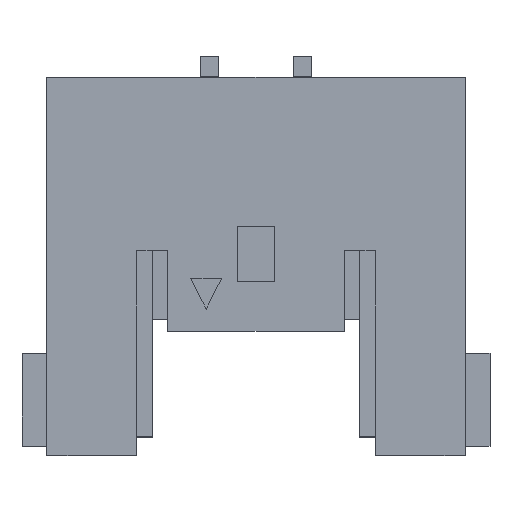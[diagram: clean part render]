
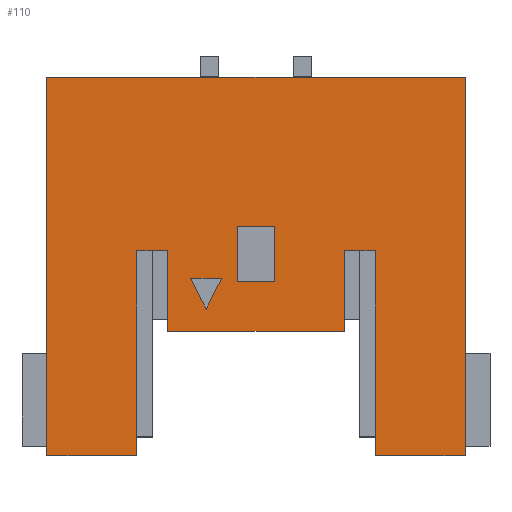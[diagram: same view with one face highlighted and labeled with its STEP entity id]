
A CAD part, top view. The second image highlights one B-rep face of the part: STEP entity #110.
In plain terms, the highlighted planar face has unit normal (0, 0, 1).
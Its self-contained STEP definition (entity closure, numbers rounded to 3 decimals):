
#78=FACE_BOUND('',#477,.T.);
#79=FACE_BOUND('',#478,.T.);
#80=FACE_BOUND('',#479,.T.);
#110=ADVANCED_FACE('',(#78,#79,#80),#238,.T.);
#238=PLANE('',#2585);
#477=EDGE_LOOP('',(#777,#778,#779));
#478=EDGE_LOOP('',(#780,#781,#782,#783));
#479=EDGE_LOOP('',(#784,#785,#786,#787,#788,#789,#790,#791,#792,#793,#794,
#795));
#777=ORIENTED_EDGE('',*,*,#1701,.F.);
#778=ORIENTED_EDGE('',*,*,#1702,.F.);
#779=ORIENTED_EDGE('',*,*,#1703,.F.);
#780=ORIENTED_EDGE('',*,*,#1667,.F.);
#781=ORIENTED_EDGE('',*,*,#1671,.F.);
#782=ORIENTED_EDGE('',*,*,#1676,.F.);
#783=ORIENTED_EDGE('',*,*,#1673,.F.);
#784=ORIENTED_EDGE('',*,*,#1704,.F.);
#785=ORIENTED_EDGE('',*,*,#1660,.F.);
#786=ORIENTED_EDGE('',*,*,#1657,.F.);
#787=ORIENTED_EDGE('',*,*,#1705,.F.);
#788=ORIENTED_EDGE('',*,*,#1653,.F.);
#789=ORIENTED_EDGE('',*,*,#1650,.F.);
#790=ORIENTED_EDGE('',*,*,#1706,.F.);
#791=ORIENTED_EDGE('',*,*,#1685,.F.);
#792=ORIENTED_EDGE('',*,*,#1700,.F.);
#793=ORIENTED_EDGE('',*,*,#1627,.T.);
#794=ORIENTED_EDGE('',*,*,#1691,.T.);
#795=ORIENTED_EDGE('',*,*,#1682,.F.);
#1385=VERTEX_POINT('',#3541);
#1386=VERTEX_POINT('',#3543);
#1405=VERTEX_POINT('',#3588);
#1406=VERTEX_POINT('',#3590);
#1408=VERTEX_POINT('',#3596);
#1411=VERTEX_POINT('',#3603);
#1412=VERTEX_POINT('',#3605);
#1414=VERTEX_POINT('',#3611);
#1419=VERTEX_POINT('',#3624);
#1420=VERTEX_POINT('',#3626);
#1422=VERTEX_POINT('',#3632);
#1424=VERTEX_POINT('',#3638);
#1425=VERTEX_POINT('',#3645);
#1428=VERTEX_POINT('',#3652);
#1429=VERTEX_POINT('',#3657);
#1430=VERTEX_POINT('',#3659);
#1438=VERTEX_POINT('',#3687);
#1439=VERTEX_POINT('',#3688);
#1440=VERTEX_POINT('',#3690);
#1627=EDGE_CURVE('',#1386,#1385,#1986,.T.);
#1650=EDGE_CURVE('',#1405,#1406,#2009,.T.);
#1653=EDGE_CURVE('',#1406,#1408,#2012,.T.);
#1657=EDGE_CURVE('',#1411,#1412,#2016,.T.);
#1660=EDGE_CURVE('',#1412,#1414,#2019,.T.);
#1667=EDGE_CURVE('',#1419,#1420,#2026,.T.);
#1671=EDGE_CURVE('',#1422,#1419,#2030,.T.);
#1673=EDGE_CURVE('',#1420,#1424,#2032,.T.);
#1676=EDGE_CURVE('',#1424,#1422,#2035,.T.);
#1682=EDGE_CURVE('',#1428,#1425,#2041,.T.);
#1685=EDGE_CURVE('',#1429,#1430,#2044,.T.);
#1691=EDGE_CURVE('',#1385,#1425,#2050,.T.);
#1700=EDGE_CURVE('',#1386,#1429,#2059,.T.);
#1701=EDGE_CURVE('',#1438,#1439,#2060,.T.);
#1702=EDGE_CURVE('',#1440,#1438,#2061,.T.);
#1703=EDGE_CURVE('',#1439,#1440,#2062,.T.);
#1704=EDGE_CURVE('',#1414,#1428,#2063,.T.);
#1705=EDGE_CURVE('',#1408,#1411,#2064,.T.);
#1706=EDGE_CURVE('',#1430,#1405,#2065,.T.);
#1986=LINE('',#3542,#2317);
#2009=LINE('',#3589,#2340);
#2012=LINE('',#3595,#2343);
#2016=LINE('',#3604,#2347);
#2019=LINE('',#3610,#2350);
#2026=LINE('',#3625,#2357);
#2030=LINE('',#3633,#2361);
#2032=LINE('',#3637,#2363);
#2035=LINE('',#3642,#2366);
#2041=LINE('',#3653,#2372);
#2044=LINE('',#3658,#2375);
#2050=LINE('',#3669,#2381);
#2059=LINE('',#3684,#2390);
#2060=LINE('',#3686,#2391);
#2061=LINE('',#3689,#2392);
#2062=LINE('',#3691,#2393);
#2063=LINE('',#3692,#2394);
#2064=LINE('',#3693,#2395);
#2065=LINE('',#3694,#2396);
#2317=VECTOR('',#2821,1.);
#2340=VECTOR('',#2852,1.);
#2343=VECTOR('',#2857,1.);
#2347=VECTOR('',#2863,1.);
#2350=VECTOR('',#2868,1.);
#2357=VECTOR('',#2879,1.);
#2361=VECTOR('',#2885,1.);
#2363=VECTOR('',#2889,1.);
#2366=VECTOR('',#2894,1.);
#2372=VECTOR('',#2902,1.);
#2375=VECTOR('',#2907,1.);
#2381=VECTOR('',#2915,1.);
#2390=VECTOR('',#2928,1.);
#2391=VECTOR('',#2931,1.);
#2392=VECTOR('',#2932,1.);
#2393=VECTOR('',#2933,1.);
#2394=VECTOR('',#2934,1.);
#2395=VECTOR('',#2935,1.);
#2396=VECTOR('',#2936,1.);
#2585=AXIS2_PLACEMENT_3D('',#3695,#2937,#2938);
#2821=DIRECTION('',(-1.,0.,0.));
#2852=DIRECTION('',(-1.,0.,0.));
#2857=DIRECTION('',(0.,-1.,0.));
#2863=DIRECTION('',(0.,1.,0.));
#2868=DIRECTION('',(-1.,0.,0.));
#2879=DIRECTION('',(1.,0.,0.));
#2885=DIRECTION('',(0.,-1.,0.));
#2889=DIRECTION('',(0.,1.,0.));
#2894=DIRECTION('',(-1.,0.,0.));
#2902=DIRECTION('',(-1.,0.,0.));
#2907=DIRECTION('',(-1.,0.,0.));
#2915=DIRECTION('',(0.,-1.,0.));
#2928=DIRECTION('',(0.,-1.,0.));
#2931=DIRECTION('',(0.447,-0.894,0.));
#2932=DIRECTION('',(-1.,0.,0.));
#2933=DIRECTION('',(0.447,0.894,0.));
#2934=DIRECTION('',(0.,-1.,0.));
#2935=DIRECTION('',(-1.,0.,0.));
#2936=DIRECTION('',(0.,1.,0.));
#2937=DIRECTION('',(0.,0.,1.));
#2938=DIRECTION('',(1.,0.,0.));
#3541=CARTESIAN_POINT('',(-4.125,8.15,2.));
#3542=CARTESIAN_POINT('',(2.625,8.15,2.));
#3543=CARTESIAN_POINT('',(2.625,8.15,2.));
#3588=CARTESIAN_POINT('',(1.175,5.35,2.));
#3589=CARTESIAN_POINT('',(1.175,5.35,2.));
#3590=CARTESIAN_POINT('',(0.675,5.35,2.));
#3595=CARTESIAN_POINT('',(0.675,5.35,2.));
#3596=CARTESIAN_POINT('',(0.675,4.05,2.));
#3603=CARTESIAN_POINT('',(-2.175,4.05,2.));
#3604=CARTESIAN_POINT('',(-2.175,4.05,2.));
#3605=CARTESIAN_POINT('',(-2.175,5.35,2.));
#3610=CARTESIAN_POINT('',(-2.175,5.35,2.));
#3611=CARTESIAN_POINT('',(-2.675,5.35,2.));
#3624=CARTESIAN_POINT('',(-1.05,4.85,2.));
#3625=CARTESIAN_POINT('',(-1.05,4.85,2.));
#3626=CARTESIAN_POINT('',(-0.45,4.85,2.));
#3632=CARTESIAN_POINT('',(-1.05,5.75,2.));
#3633=CARTESIAN_POINT('',(-1.05,5.75,2.));
#3637=CARTESIAN_POINT('',(-0.45,4.85,2.));
#3638=CARTESIAN_POINT('',(-0.45,5.75,2.));
#3642=CARTESIAN_POINT('',(-0.45,5.75,2.));
#3645=CARTESIAN_POINT('',(-4.125,2.05,2.));
#3652=CARTESIAN_POINT('',(-2.675,2.05,2.));
#3653=CARTESIAN_POINT('',(2.625,2.05,2.));
#3657=CARTESIAN_POINT('',(2.625,2.05,2.));
#3658=CARTESIAN_POINT('',(2.625,2.05,2.));
#3659=CARTESIAN_POINT('',(1.175,2.05,2.));
#3669=CARTESIAN_POINT('',(-4.125,8.15,2.));
#3684=CARTESIAN_POINT('',(2.625,8.15,2.));
#3686=CARTESIAN_POINT('',(-1.805,4.91,2.));
#3687=CARTESIAN_POINT('',(-1.805,4.91,2.));
#3688=CARTESIAN_POINT('',(-1.555,4.41,2.));
#3689=CARTESIAN_POINT('',(-1.305,4.91,2.));
#3690=CARTESIAN_POINT('',(-1.305,4.91,2.));
#3691=CARTESIAN_POINT('',(-1.555,4.41,2.));
#3692=CARTESIAN_POINT('',(-2.675,5.35,2.));
#3693=CARTESIAN_POINT('',(0.675,4.05,2.));
#3694=CARTESIAN_POINT('',(1.175,2.05,2.));
#3695=CARTESIAN_POINT('',(2.625,8.15,2.));
